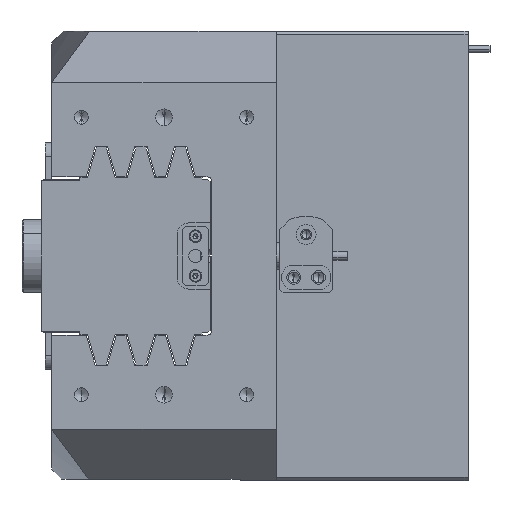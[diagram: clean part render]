
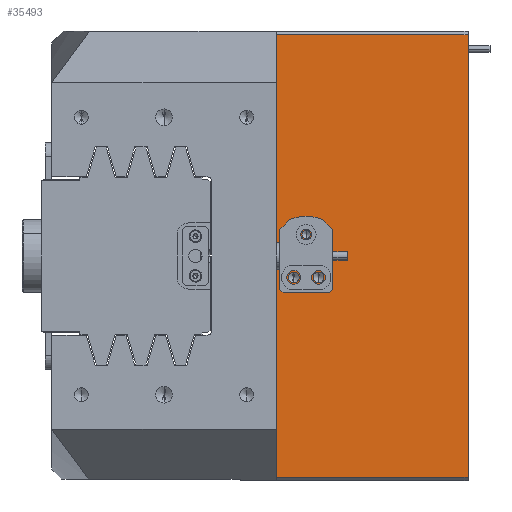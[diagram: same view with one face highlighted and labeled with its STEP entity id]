
A CAD part, left-side view. The second image highlights one B-rep face of the part: STEP entity #35493.
In plain terms, the highlighted planar face has unit normal (-1, 0, 0).
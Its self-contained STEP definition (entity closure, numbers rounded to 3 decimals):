
#344 = VERTEX_POINT ( 'NONE', #413 ) ;
#413 = CARTESIAN_POINT ( 'NONE',  ( -109., -28.5, 5.25 ) ) ;
#481 = VERTEX_POINT ( 'NONE', #32314 ) ;
#633 = EDGE_LOOP ( 'NONE', ( #19842, #23620, #24435, #21302 ) ) ;
#826 = CARTESIAN_POINT ( 'NONE',  ( -109., -19.5, 68. ) ) ;
#1455 = CARTESIAN_POINT ( 'NONE',  ( -109., -77.5, 68. ) ) ;
#1524 = VECTOR ( 'NONE', #4636, 1000. ) ;
#1687 = EDGE_CURVE ( 'NONE', #481, #19186, #2514, .T. ) ;
#1754 = FACE_BOUND ( 'NONE', #5517, .T. ) ;
#2342 = DIRECTION ( 'NONE',  ( -1., 0., 0. ) ) ;
#2374 = EDGE_CURVE ( 'NONE', #19599, #14171, #39703, .T. ) ;
#2514 = LINE ( 'NONE', #31621, #9335 ) ;
#2598 = CARTESIAN_POINT ( 'NONE',  ( -109., -24.75, -6.5 ) ) ;
#3264 = LINE ( 'NONE', #8943, #15078 ) ;
#4025 = AXIS2_PLACEMENT_3D ( 'NONE', #14816, #2342, #40137 ) ;
#4635 = CARTESIAN_POINT ( 'NONE',  ( -109., -24.75, -8.15 ) ) ;
#4636 = DIRECTION ( 'NONE',  ( 0., 1., 0. ) ) ;
#5517 = EDGE_LOOP ( 'NONE', ( #27977, #28334 ) ) ;
#5973 = EDGE_CURVE ( 'NONE', #23637, #36434, #26764, .T. ) ;
#6732 = ORIENTED_EDGE ( 'NONE', *, *, #25296, .F. ) ;
#7568 = ORIENTED_EDGE ( 'NONE', *, *, #5973, .F. ) ;
#8127 = CIRCLE ( 'NONE', #37440, 1.65 ) ;
#8513 = CARTESIAN_POINT ( 'NONE',  ( -109., -77.5, -67. ) ) ;
#8871 = LINE ( 'NONE', #10913, #1524 ) ;
#8936 = CARTESIAN_POINT ( 'NONE',  ( -109., -28.5, 6.5 ) ) ;
#8943 = CARTESIAN_POINT ( 'NONE',  ( -109., -77.5, 68. ) ) ;
#9097 = CIRCLE ( 'NONE', #37206, 1.25 ) ;
#9215 = CARTESIAN_POINT ( 'NONE',  ( -109., -24.75, -4.85 ) ) ;
#9301 = VERTEX_POINT ( 'NONE', #39644 ) ;
#9335 = VECTOR ( 'NONE', #29784, 1000. ) ;
#10213 = DIRECTION ( 'NONE',  ( 0., 0., 1. ) ) ;
#10320 = EDGE_CURVE ( 'NONE', #14171, #19599, #12599, .T. ) ;
#10913 = CARTESIAN_POINT ( 'NONE',  ( -109., -77.5, 67. ) ) ;
#11591 = AXIS2_PLACEMENT_3D ( 'NONE', #21467, #39924, #15020 ) ;
#11769 = EDGE_CURVE ( 'NONE', #344, #14864, #9097, .T. ) ;
#12169 = DIRECTION ( 'NONE',  ( 0., 0., 1. ) ) ;
#12384 = EDGE_LOOP ( 'NONE', ( #36756, #13529 ) ) ;
#12599 = CIRCLE ( 'NONE', #18349, 1.65 ) ;
#12614 = DIRECTION ( 'NONE',  ( 0., 0., -1. ) ) ;
#13529 = ORIENTED_EDGE ( 'NONE', *, *, #11769, .F. ) ;
#14171 = VERTEX_POINT ( 'NONE', #9215 ) ;
#14816 = CARTESIAN_POINT ( 'NONE',  ( -109., -32.25, -6.5 ) ) ;
#14864 = VERTEX_POINT ( 'NONE', #22592 ) ;
#15020 = DIRECTION ( 'NONE',  ( 0., 0., 1. ) ) ;
#15078 = VECTOR ( 'NONE', #12614, 1000. ) ;
#16415 = CARTESIAN_POINT ( 'NONE',  ( -109., -24.75, -6.5 ) ) ;
#16641 = EDGE_CURVE ( 'NONE', #9301, #19186, #3264, .T. ) ;
#16938 = VECTOR ( 'NONE', #22766, 1000. ) ;
#17938 = FACE_OUTER_BOUND ( 'NONE', #633, .T. ) ;
#18349 = AXIS2_PLACEMENT_3D ( 'NONE', #2598, #37098, #12169 ) ;
#19186 = VERTEX_POINT ( 'NONE', #8513 ) ;
#19593 = CIRCLE ( 'NONE', #11591, 1.25 ) ;
#19599 = VERTEX_POINT ( 'NONE', #4635 ) ;
#19770 = DIRECTION ( 'NONE',  ( 0., 0., 1. ) ) ;
#19842 = ORIENTED_EDGE ( 'NONE', *, *, #35996, .T. ) ;
#19948 = EDGE_CURVE ( 'NONE', #14864, #344, #19593, .T. ) ;
#21302 = ORIENTED_EDGE ( 'NONE', *, *, #38669, .T. ) ;
#21308 = DIRECTION ( 'NONE',  ( -1., 0., 0. ) ) ;
#21348 = CARTESIAN_POINT ( 'NONE',  ( -109., -32.25, -8.15 ) ) ;
#21467 = CARTESIAN_POINT ( 'NONE',  ( -109., -28.5, 6.5 ) ) ;
#22321 = DIRECTION ( 'NONE',  ( -1., 0., 0. ) ) ;
#22592 = CARTESIAN_POINT ( 'NONE',  ( -109., -28.5, 7.75 ) ) ;
#22766 = DIRECTION ( 'NONE',  ( 0., 0., -1. ) ) ;
#23620 = ORIENTED_EDGE ( 'NONE', *, *, #1687, .T. ) ;
#23637 = VERTEX_POINT ( 'NONE', #36795 ) ;
#24435 = ORIENTED_EDGE ( 'NONE', *, *, #16641, .F. ) ;
#24488 = EDGE_LOOP ( 'NONE', ( #7568, #6732 ) ) ;
#25296 = EDGE_CURVE ( 'NONE', #36434, #23637, #8127, .T. ) ;
#26009 = AXIS2_PLACEMENT_3D ( 'NONE', #16415, #22321, #10213 ) ;
#26252 = FACE_BOUND ( 'NONE', #24488, .T. ) ;
#26764 = CIRCLE ( 'NONE', #4025, 1.65 ) ;
#27464 = DIRECTION ( 'NONE',  ( 0., 0., 1. ) ) ;
#27977 = ORIENTED_EDGE ( 'NONE', *, *, #10320, .F. ) ;
#28334 = ORIENTED_EDGE ( 'NONE', *, *, #2374, .F. ) ;
#28858 = PLANE ( 'NONE',  #32423 ) ;
#29534 = DIRECTION ( 'NONE',  ( 0., 0., -1. ) ) ;
#29784 = DIRECTION ( 'NONE',  ( 0., -1., 0. ) ) ;
#29961 = DIRECTION ( 'NONE',  ( 1., 0., 0. ) ) ;
#31621 = CARTESIAN_POINT ( 'NONE',  ( -109., -77.5, -67. ) ) ;
#32241 = DIRECTION ( 'NONE',  ( -1., 0., 0. ) ) ;
#32314 = CARTESIAN_POINT ( 'NONE',  ( -109., -19.5, -67. ) ) ;
#32423 = AXIS2_PLACEMENT_3D ( 'NONE', #1455, #29961, #29534 ) ;
#34565 = FACE_BOUND ( 'NONE', #12384, .T. ) ;
#34821 = CARTESIAN_POINT ( 'NONE',  ( -109., -19.5, 67. ) ) ;
#35493 = ADVANCED_FACE ( 'NONE', ( #34565, #1754, #26252, #17938 ), #28858, .F. ) ;
#35996 = EDGE_CURVE ( 'NONE', #40380, #481, #37458, .T. ) ;
#36434 = VERTEX_POINT ( 'NONE', #21348 ) ;
#36756 = ORIENTED_EDGE ( 'NONE', *, *, #19948, .F. ) ;
#36795 = CARTESIAN_POINT ( 'NONE',  ( -109., -32.25, -4.85 ) ) ;
#37098 = DIRECTION ( 'NONE',  ( -1., 0., 0. ) ) ;
#37206 = AXIS2_PLACEMENT_3D ( 'NONE', #8936, #21308, #27464 ) ;
#37440 = AXIS2_PLACEMENT_3D ( 'NONE', #38767, #32241, #19770 ) ;
#37458 = LINE ( 'NONE', #826, #16938 ) ;
#38669 = EDGE_CURVE ( 'NONE', #9301, #40380, #8871, .T. ) ;
#38767 = CARTESIAN_POINT ( 'NONE',  ( -109., -32.25, -6.5 ) ) ;
#39644 = CARTESIAN_POINT ( 'NONE',  ( -109., -77.5, 67. ) ) ;
#39703 = CIRCLE ( 'NONE', #26009, 1.65 ) ;
#39924 = DIRECTION ( 'NONE',  ( -1., 0., 0. ) ) ;
#40137 = DIRECTION ( 'NONE',  ( 0., 0., 1. ) ) ;
#40380 = VERTEX_POINT ( 'NONE', #34821 ) ;
